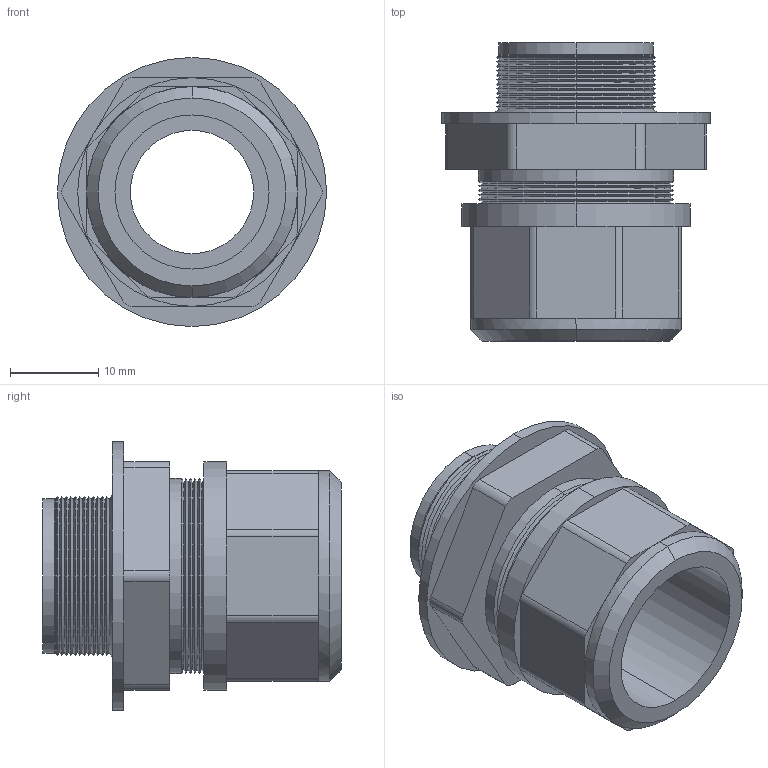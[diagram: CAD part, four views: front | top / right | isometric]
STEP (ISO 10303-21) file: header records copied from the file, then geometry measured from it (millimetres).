
FILE_DESCRIPTION (( 'STEP AP214' ), '1' );
FILE_NAME ('ST11AA-BK.STEP', '2007-12-06T11:45:35', ( '*' ), ( '' ), 'SwSTEP 2.0', 'SolidWorks 2007', '' );
FILE_SCHEMA (( 'AUTOMOTIVE_DESIGN' ));
Length unit declared in the file: inch
Products named in the file (1): ST11AA-BK
Bounding box: 30.48 x 33.78 x 30.48 mm (x, y, z)
Volume: 8389.1 mm3; surface area: 6486.7 mm2
Topology: 2 solids, 2 shells, 140 faces, 304 edges, 174 vertices
Faces by surface type: cone 76, cylinder 32, plane 32
Entity records: 5632 total; most frequent: DIRECTION 732, CARTESIAN_POINT 619, ORIENTED_EDGE 608, EDGE_CURVE 304, AXIS2_PLACEMENT_3D 287, VERTEX_POINT 174, VECTOR 158, LINE 158
